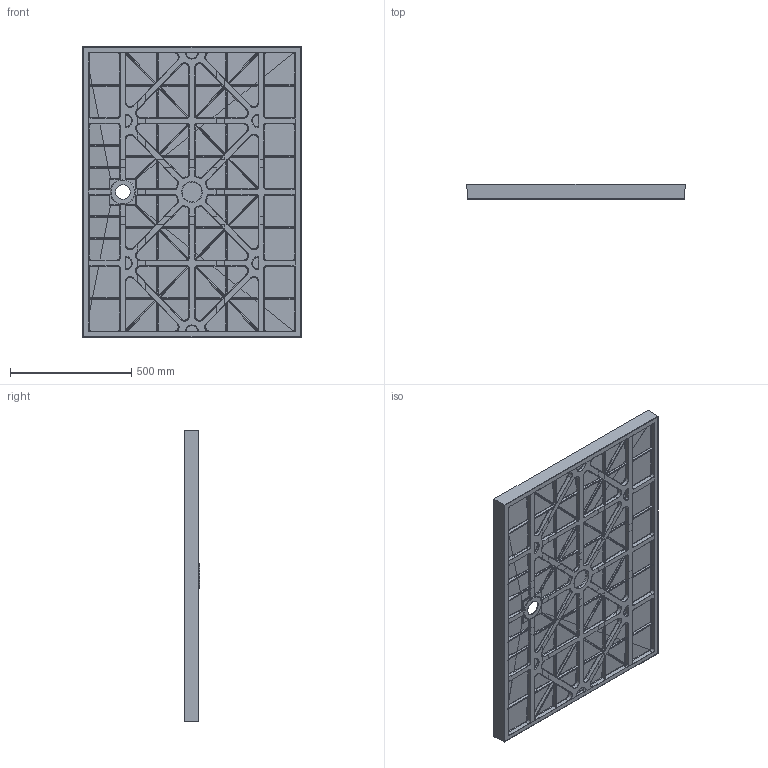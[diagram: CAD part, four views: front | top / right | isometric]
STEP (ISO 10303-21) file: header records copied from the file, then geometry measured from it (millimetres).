
FILE_DESCRIPTION (( 'STEP AP203' ), '1' );
FILE_NAME ('6616 Centre Rear 1200 X 900 REV B 110613.STEP', '2023-03-24T01:26:55', ( '' ), ( '' ), 'SwSTEP 2.0', 'SolidWorks 2020', '' );
FILE_SCHEMA (( 'CONFIG_CONTROL_DESIGN' ));
Products named in the file (1): 6616 Centre Rear 1200 X 900 REV B 110613
Bounding box: 900 x 62.5 x 1200 mm (x, y, z)
Volume: 10947760.2 mm3; surface area: 2955226.3 mm2
Topology: 1 solids, 1 shells, 2607 faces, 6325 edges, 3700 vertices
Faces by surface type: cylinder 1129, bspline 964, plane 476, cone 22, torus 16
Entity records: 106357 total; most frequent: CARTESIAN_POINT 54795, ORIENTED_EDGE 12594, DIRECTION 9039, EDGE_CURVE 6297, VERTEX_POINT 3700, AXIS2_PLACEMENT_3D 3340, EDGE_LOOP 2617, ADVANCED_FACE 2607
